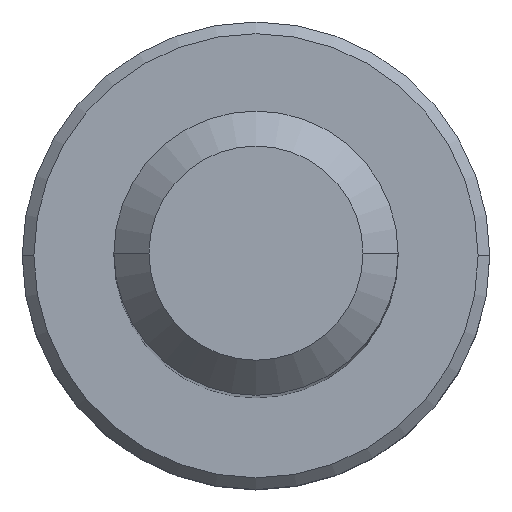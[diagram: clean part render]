
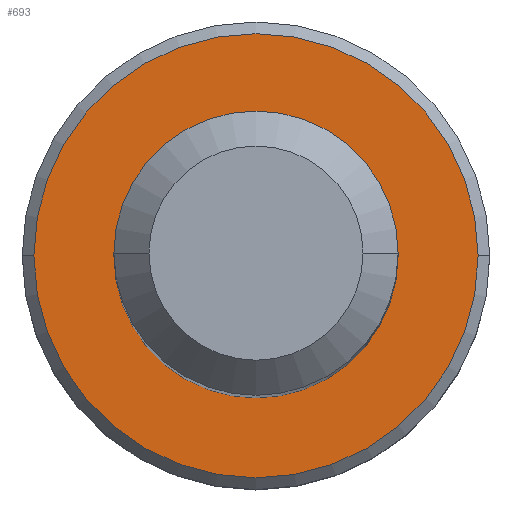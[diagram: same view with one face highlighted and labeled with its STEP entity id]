
A CAD part, top view. The second image highlights one B-rep face of the part: STEP entity #693.
In plain terms, the highlighted planar face has unit normal (0, 0, 1).
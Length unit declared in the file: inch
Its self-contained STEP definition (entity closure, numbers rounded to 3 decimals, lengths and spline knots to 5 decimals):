
#1 = CARTESIAN_POINT ( 'NONE',  ( -0.14844, 0., -1. ) ) ;
#3 = DIRECTION ( 'NONE',  ( 0., 0., 1. ) ) ;
#38 = VERTEX_POINT ( 'NONE', #1 ) ;
#47 = CIRCLE ( 'NONE', #541, 0.14844 ) ;
#52 = VERTEX_POINT ( 'NONE', #136 ) ;
#67 = DIRECTION ( 'NONE',  ( -1., 0., 0. ) ) ;
#72 = CARTESIAN_POINT ( 'NONE',  ( 0., 0., -1. ) ) ;
#103 = DIRECTION ( 'NONE',  ( -1., 0., 0. ) ) ;
#136 = CARTESIAN_POINT ( 'NONE',  ( -0.095, 0., -1. ) ) ;
#137 = DIRECTION ( 'NONE',  ( 0., 0., 1. ) ) ;
#140 = CIRCLE ( 'NONE', #342, 0.095 ) ;
#225 = EDGE_LOOP ( 'NONE', ( #456, #375 ) ) ;
#231 = VERTEX_POINT ( 'NONE', #478 ) ;
#261 = CARTESIAN_POINT ( 'NONE',  ( 0., 0., -1. ) ) ;
#272 = EDGE_CURVE ( 'NONE', #38, #669, #386, .T. ) ;
#273 = AXIS2_PLACEMENT_3D ( 'NONE', #72, #570, #616 ) ;
#285 = DIRECTION ( 'NONE',  ( -1., 0., 0. ) ) ;
#298 = PLANE ( 'NONE',  #465 ) ;
#308 = FACE_BOUND ( 'NONE', #472, .T. ) ;
#342 = AXIS2_PLACEMENT_3D ( 'NONE', #479, #3, #285 ) ;
#367 = EDGE_CURVE ( 'NONE', #231, #52, #488, .T. ) ;
#375 = ORIENTED_EDGE ( 'NONE', *, *, #483, .T. ) ;
#386 = CIRCLE ( 'NONE', #565, 0.14844 ) ;
#456 = ORIENTED_EDGE ( 'NONE', *, *, #272, .T. ) ;
#465 = AXIS2_PLACEMENT_3D ( 'NONE', #559, #726, #103 ) ;
#472 = EDGE_LOOP ( 'NONE', ( #529, #700 ) ) ;
#478 = CARTESIAN_POINT ( 'NONE',  ( 0.095, 0., -1. ) ) ;
#479 = CARTESIAN_POINT ( 'NONE',  ( 0., 0., -1. ) ) ;
#483 = EDGE_CURVE ( 'NONE', #669, #38, #47, .T. ) ;
#488 = CIRCLE ( 'NONE', #273, 0.095 ) ;
#515 = CARTESIAN_POINT ( 'NONE',  ( 0.14844, 0., -1. ) ) ;
#529 = ORIENTED_EDGE ( 'NONE', *, *, #367, .F. ) ;
#541 = AXIS2_PLACEMENT_3D ( 'NONE', #261, #578, #757 ) ;
#559 = CARTESIAN_POINT ( 'NONE',  ( 0., 0., -1. ) ) ;
#565 = AXIS2_PLACEMENT_3D ( 'NONE', #655, #137, #67 ) ;
#570 = DIRECTION ( 'NONE',  ( 0., 0., 1. ) ) ;
#578 = DIRECTION ( 'NONE',  ( 0., 0., 1. ) ) ;
#616 = DIRECTION ( 'NONE',  ( -1., 0., 0. ) ) ;
#617 = FACE_OUTER_BOUND ( 'NONE', #225, .T. ) ;
#655 = CARTESIAN_POINT ( 'NONE',  ( 0., 0., -1. ) ) ;
#669 = VERTEX_POINT ( 'NONE', #515 ) ;
#693 = ADVANCED_FACE ( 'NONE', ( #617, #308 ), #298, .F. ) ;
#700 = ORIENTED_EDGE ( 'NONE', *, *, #731, .F. ) ;
#726 = DIRECTION ( 'NONE',  ( 0., 0., -1. ) ) ;
#731 = EDGE_CURVE ( 'NONE', #52, #231, #140, .T. ) ;
#757 = DIRECTION ( 'NONE',  ( -1., 0., 0. ) ) ;
